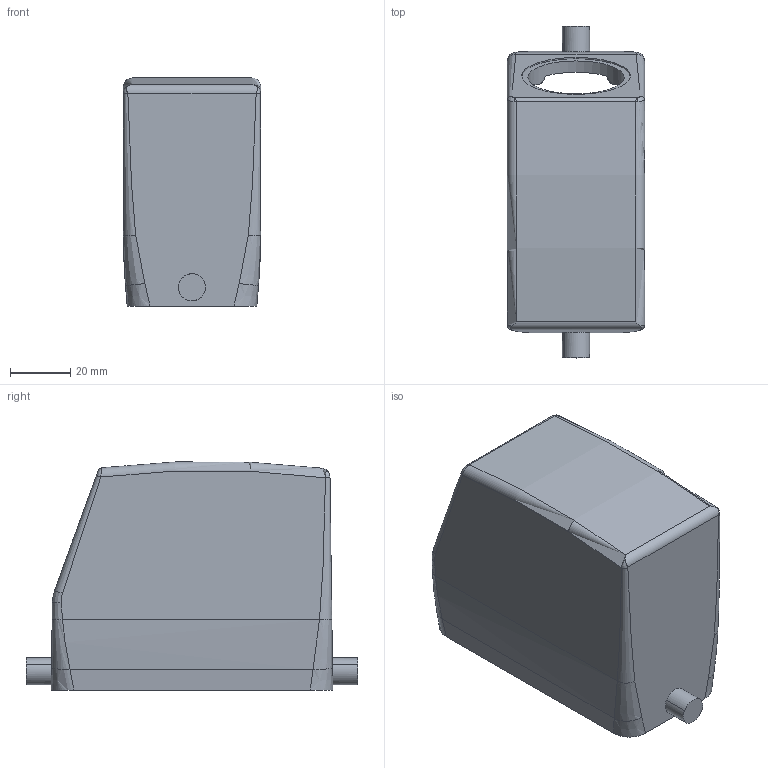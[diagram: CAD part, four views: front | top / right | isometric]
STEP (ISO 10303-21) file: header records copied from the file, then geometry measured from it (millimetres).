
FILE_DESCRIPTION(('CATIA V5 STEP Exchange','CAx-IF Rec.Pracs.--- Model Styling and Organization---1.4--- 2014-01-23'),'2;1');
FILE_NAME ('13387360_2', '2019-07-25T14:24:08+00:00', ('none'), ('Weidmueller'), 'CATIA Version 5-6 Release 2016 SP3 HF44', 'CATIA V5 STEP AP214', 'none');
FILE_SCHEMA(('AUTOMOTIVE_DESIGN { 1 0 10303 214 1 1 1 1 }'));
Length unit declared in the file: millimetre
Products named in the file (1): 1787040000
Bounding box: 45.5 x 110 x 75.58 mm (x, y, z)
Volume: 97052.5 mm3; surface area: 42293.3 mm2
Topology: 1 solids, 1 shells, 88 faces, 219 edges, 138 vertices
Faces by surface type: plane 33, cylinder 31, bspline 22, torus 2
Entity records: 5123 total; most frequent: CARTESIAN_POINT 3307, ORIENTED_EDGE 434, DIRECTION 239, EDGE_CURVE 217, VERTEX_POINT 138, AXIS2_PLACEMENT_3D 102, EDGE_LOOP 97, ADVANCED_FACE 88
